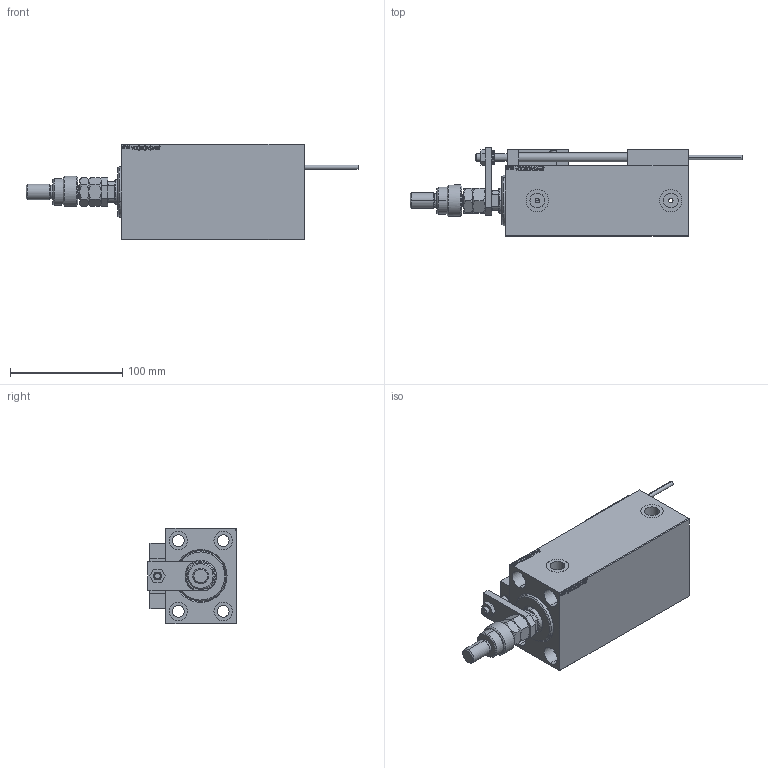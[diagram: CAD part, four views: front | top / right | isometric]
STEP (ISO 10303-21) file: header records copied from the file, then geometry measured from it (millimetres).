
FILE_DESCRIPTION (( 'STEP AP203' ), '1' );
FILE_NAME ('ec73.STEP', '2022-04-17T08:42:21', ( '' ), ( '' ), 'SwSTEP 2.0', 'SolidWorks 2019', '' );
FILE_SCHEMA (( 'CONFIG_CONTROL_DESIGN' ));
Length unit declared in the file: millimetre
Products named in the file (18): ZARAZKA 5ef3656a74516282301b1f7964ad5817; V450CM_C_Body 5ef3656a74516282301b1f7964ad5817; X_Y_DFA 5ef3656a74516282301b1f7964ad5817; FEMALE_PART_FOR_DFA 5ef3656a74516282301b1f7964ad5817; SWITCH DIM B,W 5ef3656a74516282301b1f7964ad5817; Block 5ef3656a74516282301b1f7964ad5817; NUT_D12 5ef3656a74516282301b1f7964ad5817; ec73; ALLEN BOLT D5 5ef3656a74516282301b1f7964ad5817; V450CM_C_VCP 5ef3656a74516282301b1f7964ad5817; V450CM_VC_B 5ef3656a74516282301b1f7964ad5817; SWITCH X 5ef3656a74516282301b1f7964ad5817; SWITCH_X_FRONT_BACK 5ef3656a74516282301b1f7964ad5817; MAGNET 5ef3656a74516282301b1f7964ad5817; KONCOVKA 5ef3656a74516282301b1f7964ad5817; TYC_L79 5ef3656a74516282301b1f7964ad5817; ALLEN BOLT D8 5ef3656a74516282301b1f7964ad5817; MFA 5ef3656a74516282301b1f7964ad5817
Assembly tree (27 placements, depth 3):
  ec73
    V450CM_C_Body 5ef3656a74516282301b1f7964ad5817
    SWITCH X 5ef3656a74516282301b1f7964ad5817
      SWITCH_X_FRONT_BACK 5ef3656a74516282301b1f7964ad5817  x2
      TYC_L79 5ef3656a74516282301b1f7964ad5817
      Block 5ef3656a74516282301b1f7964ad5817  x2
      ALLEN BOLT D5 5ef3656a74516282301b1f7964ad5817  x4
      ALLEN BOLT D8 5ef3656a74516282301b1f7964ad5817  x4
      MAGNET 5ef3656a74516282301b1f7964ad5817  x2
      KONCOVKA 5ef3656a74516282301b1f7964ad5817  x2
    NUT_D12 5ef3656a74516282301b1f7964ad5817
    SWITCH DIM B,W 5ef3656a74516282301b1f7964ad5817
    ZARAZKA 5ef3656a74516282301b1f7964ad5817
    V450CM_C_VCP 5ef3656a74516282301b1f7964ad5817
    V450CM_VC_B 5ef3656a74516282301b1f7964ad5817
    X_Y_DFA 5ef3656a74516282301b1f7964ad5817
      FEMALE_PART_FOR_DFA 5ef3656a74516282301b1f7964ad5817
      MFA 5ef3656a74516282301b1f7964ad5817
Bounding box: 296 x 78.5 x 85 mm (x, y, z)
Volume: 788551.9 mm3; surface area: 154103.1 mm2
Topology: 25 solids, 25 shells, 1381 faces, 3282 edges, 2087 vertices
Faces by surface type: plane 592, bspline 380, cylinder 211, cone 146, torus 48, sphere 4
Entity records: 53504 total; most frequent: CARTESIAN_POINT 26805, ORIENTED_EDGE 5584, DIRECTION 3914, EDGE_CURVE 2792, VERTEX_POINT 1811, LINE 1554, VECTOR 1554, EDGE_LOOP 1301
